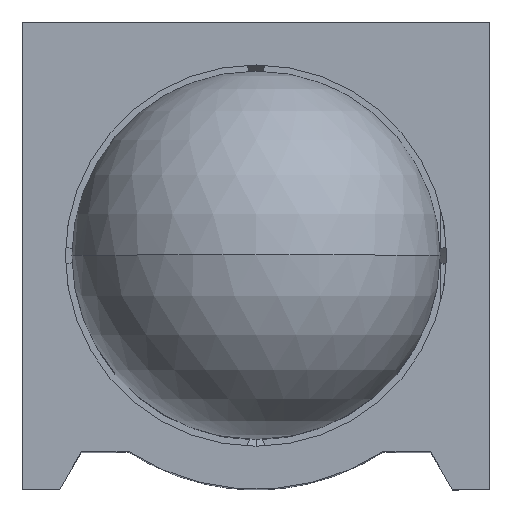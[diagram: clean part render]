
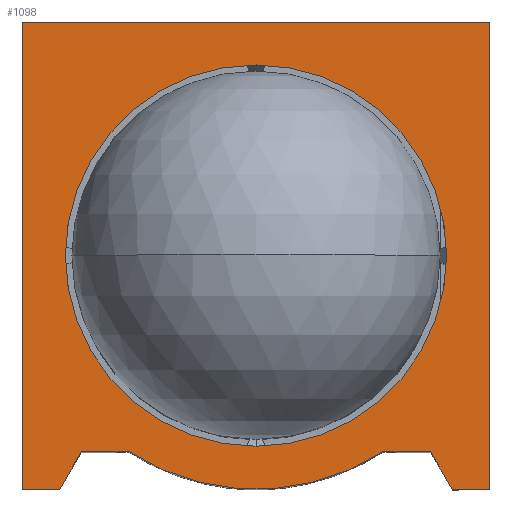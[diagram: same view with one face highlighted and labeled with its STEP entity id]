
A CAD part, top view. The second image highlights one B-rep face of the part: STEP entity #1098.
In plain terms, the highlighted planar face has unit normal (0, 0, 1).
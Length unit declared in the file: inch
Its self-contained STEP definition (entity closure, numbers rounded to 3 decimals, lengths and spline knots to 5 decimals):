
#14 = DIRECTION ( 'NONE',  ( 1., 0., 0. ) ) ;
#29 = CARTESIAN_POINT ( 'NONE',  ( 0.102, 0., 0.12 ) ) ;
#30 = DIRECTION ( 'NONE',  ( 0.5, -0.866, 0. ) ) ;
#57 = CARTESIAN_POINT ( 'NONE',  ( 0.105, -0.125, 0.12 ) ) ;
#58 = CARTESIAN_POINT ( 'NONE',  ( -0.102, 0., 0.12 ) ) ;
#97 = CARTESIAN_POINT ( 'NONE',  ( 0.06782, -0.105, 0.12 ) ) ;
#121 = CARTESIAN_POINT ( 'NONE',  ( 0., 0., 0.12 ) ) ;
#123 = CIRCLE ( 'NONE', #252, 0.125 ) ;
#124 = ORIENTED_EDGE ( 'NONE', *, *, #2201, .T. ) ;
#136 = EDGE_CURVE ( 'NONE', #1083, #1369, #405, .T. ) ;
#157 = LINE ( 'NONE', #1282, #2046 ) ;
#191 = ORIENTED_EDGE ( 'NONE', *, *, #2120, .F. ) ;
#217 = LINE ( 'NONE', #1954, #2051 ) ;
#224 = DIRECTION ( 'NONE',  ( 1., 0., 0. ) ) ;
#249 = VERTEX_POINT ( 'NONE', #97 ) ;
#252 = AXIS2_PLACEMENT_3D ( 'NONE', #1926, #817, #2110 ) ;
#254 = CARTESIAN_POINT ( 'NONE',  ( -0.125, 0.125, 0.12 ) ) ;
#257 = EDGE_CURVE ( 'NONE', #1568, #249, #123, .T. ) ;
#292 = VECTOR ( 'NONE', #14, 39.37008 ) ;
#301 = DIRECTION ( 'NONE',  ( 1., 0., 0. ) ) ;
#322 = LINE ( 'NONE', #1199, #1733 ) ;
#331 = FACE_BOUND ( 'NONE', #2257, .T. ) ;
#378 = VECTOR ( 'NONE', #1525, 39.37008 ) ;
#385 = EDGE_CURVE ( 'NONE', #1131, #1008, #796, .T. ) ;
#404 = DIRECTION ( 'NONE',  ( 0., 1., 0. ) ) ;
#405 = LINE ( 'NONE', #563, #292 ) ;
#431 = ORIENTED_EDGE ( 'NONE', *, *, #1815, .T. ) ;
#439 = CARTESIAN_POINT ( 'NONE',  ( -0.105, -0.125, 0.12 ) ) ;
#488 = AXIS2_PLACEMENT_3D ( 'NONE', #1119, #1309, #224 ) ;
#563 = CARTESIAN_POINT ( 'NONE',  ( 0.105, -0.125, 0.12 ) ) ;
#564 = CARTESIAN_POINT ( 'NONE',  ( -0.06782, -0.105, 0.12 ) ) ;
#645 = ORIENTED_EDGE ( 'NONE', *, *, #257, .T. ) ;
#671 = CARTESIAN_POINT ( 'NONE',  ( 0.125, -0.125, 0.12 ) ) ;
#685 = ORIENTED_EDGE ( 'NONE', *, *, #1204, .T. ) ;
#721 = VECTOR ( 'NONE', #1148, 39.37008 ) ;
#771 = CARTESIAN_POINT ( 'NONE',  ( -0.125, 0.125, 0.12 ) ) ;
#795 = EDGE_CURVE ( 'NONE', #1596, #1661, #1178, .T. ) ;
#796 = LINE ( 'NONE', #254, #378 ) ;
#817 = DIRECTION ( 'NONE',  ( 0., 0., 1. ) ) ;
#856 = EDGE_CURVE ( 'NONE', #1008, #1907, #2043, .T. ) ;
#861 = CIRCLE ( 'NONE', #2319, 0.102 ) ;
#866 = LINE ( 'NONE', #1127, #1292 ) ;
#867 = DIRECTION ( 'NONE',  ( 1., 0., 0. ) ) ;
#868 = ORIENTED_EDGE ( 'NONE', *, *, #136, .T. ) ;
#946 = PLANE ( 'NONE',  #488 ) ;
#987 = DIRECTION ( 'NONE',  ( 1., 0., 0. ) ) ;
#1001 = VECTOR ( 'NONE', #867, 39.37008 ) ;
#1008 = VERTEX_POINT ( 'NONE', #1538 ) ;
#1009 = DIRECTION ( 'NONE',  ( 1., 0., 0. ) ) ;
#1026 = DIRECTION ( 'NONE',  ( 1., 0., 0. ) ) ;
#1042 = CARTESIAN_POINT ( 'NONE',  ( 0.09345, -0.105, 0.12 ) ) ;
#1046 = CARTESIAN_POINT ( 'NONE',  ( -0.125, -0.125, 0.12 ) ) ;
#1076 = DIRECTION ( 'NONE',  ( 0., 0., 1. ) ) ;
#1083 = VERTEX_POINT ( 'NONE', #57 ) ;
#1085 = EDGE_CURVE ( 'NONE', #1369, #1944, #866, .T. ) ;
#1098 = ADVANCED_FACE ( 'NONE', ( #331, #2288 ), #946, .T. ) ;
#1119 = CARTESIAN_POINT ( 'NONE',  ( 0., 0., 0.12 ) ) ;
#1127 = CARTESIAN_POINT ( 'NONE',  ( 0.125, 0.125, 0.12 ) ) ;
#1131 = VERTEX_POINT ( 'NONE', #771 ) ;
#1148 = DIRECTION ( 'NONE',  ( -1., 0., 0. ) ) ;
#1178 = CIRCLE ( 'NONE', #1943, 0.102 ) ;
#1199 = CARTESIAN_POINT ( 'NONE',  ( 0.06782, -0.105, 0.12 ) ) ;
#1204 = EDGE_CURVE ( 'NONE', #1386, #1568, #217, .T. ) ;
#1232 = CARTESIAN_POINT ( 'NONE',  ( -0.105, -0.125, 0.12 ) ) ;
#1240 = CARTESIAN_POINT ( 'NONE',  ( 0.125, 0.125, 0.12 ) ) ;
#1253 = CARTESIAN_POINT ( 'NONE',  ( -0.09345, -0.105, 0.12 ) ) ;
#1263 = VERTEX_POINT ( 'NONE', #1042 ) ;
#1282 = CARTESIAN_POINT ( 'NONE',  ( 0.105, -0.125, 0.12 ) ) ;
#1292 = VECTOR ( 'NONE', #404, 39.37008 ) ;
#1309 = DIRECTION ( 'NONE',  ( 0., 0., 1. ) ) ;
#1314 = VECTOR ( 'NONE', #1708, 39.37008 ) ;
#1337 = CARTESIAN_POINT ( 'NONE',  ( -0.125, 0.125, 0.12 ) ) ;
#1369 = VERTEX_POINT ( 'NONE', #671 ) ;
#1386 = VERTEX_POINT ( 'NONE', #1253 ) ;
#1388 = DIRECTION ( 'NONE',  ( 0., 0., 1. ) ) ;
#1465 = ORIENTED_EDGE ( 'NONE', *, *, #1085, .T. ) ;
#1480 = ORIENTED_EDGE ( 'NONE', *, *, #385, .T. ) ;
#1517 = ORIENTED_EDGE ( 'NONE', *, *, #856, .T. ) ;
#1525 = DIRECTION ( 'NONE',  ( 0., -1., 0. ) ) ;
#1531 = ORIENTED_EDGE ( 'NONE', *, *, #2127, .T. ) ;
#1538 = CARTESIAN_POINT ( 'NONE',  ( -0.125, -0.125, 0.12 ) ) ;
#1568 = VERTEX_POINT ( 'NONE', #564 ) ;
#1596 = VERTEX_POINT ( 'NONE', #29 ) ;
#1661 = VERTEX_POINT ( 'NONE', #58 ) ;
#1688 = LINE ( 'NONE', #439, #1314 ) ;
#1708 = DIRECTION ( 'NONE',  ( 0.5, 0.866, 0. ) ) ;
#1729 = ORIENTED_EDGE ( 'NONE', *, *, #795, .F. ) ;
#1733 = VECTOR ( 'NONE', #1009, 39.37008 ) ;
#1813 = EDGE_CURVE ( 'NONE', #1907, #1386, #1688, .T. ) ;
#1815 = EDGE_CURVE ( 'NONE', #1944, #1131, #2186, .T. ) ;
#1907 = VERTEX_POINT ( 'NONE', #1232 ) ;
#1926 = CARTESIAN_POINT ( 'NONE',  ( 0., 0., 0.12 ) ) ;
#1943 = AXIS2_PLACEMENT_3D ( 'NONE', #2183, #1076, #987 ) ;
#1944 = VERTEX_POINT ( 'NONE', #1240 ) ;
#1954 = CARTESIAN_POINT ( 'NONE',  ( -0.09345, -0.105, 0.12 ) ) ;
#1983 = ORIENTED_EDGE ( 'NONE', *, *, #1813, .T. ) ;
#2032 = EDGE_LOOP ( 'NONE', ( #868, #1465, #431, #1480, #1517, #1983, #685, #645, #1531, #124 ) ) ;
#2043 = LINE ( 'NONE', #1046, #1001 ) ;
#2046 = VECTOR ( 'NONE', #30, 39.37008 ) ;
#2051 = VECTOR ( 'NONE', #1026, 39.37008 ) ;
#2110 = DIRECTION ( 'NONE',  ( 1., 0., 0. ) ) ;
#2120 = EDGE_CURVE ( 'NONE', #1661, #1596, #861, .T. ) ;
#2127 = EDGE_CURVE ( 'NONE', #249, #1263, #322, .T. ) ;
#2183 = CARTESIAN_POINT ( 'NONE',  ( 0., 0., 0.12 ) ) ;
#2186 = LINE ( 'NONE', #1337, #721 ) ;
#2201 = EDGE_CURVE ( 'NONE', #1263, #1083, #157, .T. ) ;
#2257 = EDGE_LOOP ( 'NONE', ( #1729, #191 ) ) ;
#2288 = FACE_OUTER_BOUND ( 'NONE', #2032, .T. ) ;
#2319 = AXIS2_PLACEMENT_3D ( 'NONE', #121, #1388, #301 ) ;
